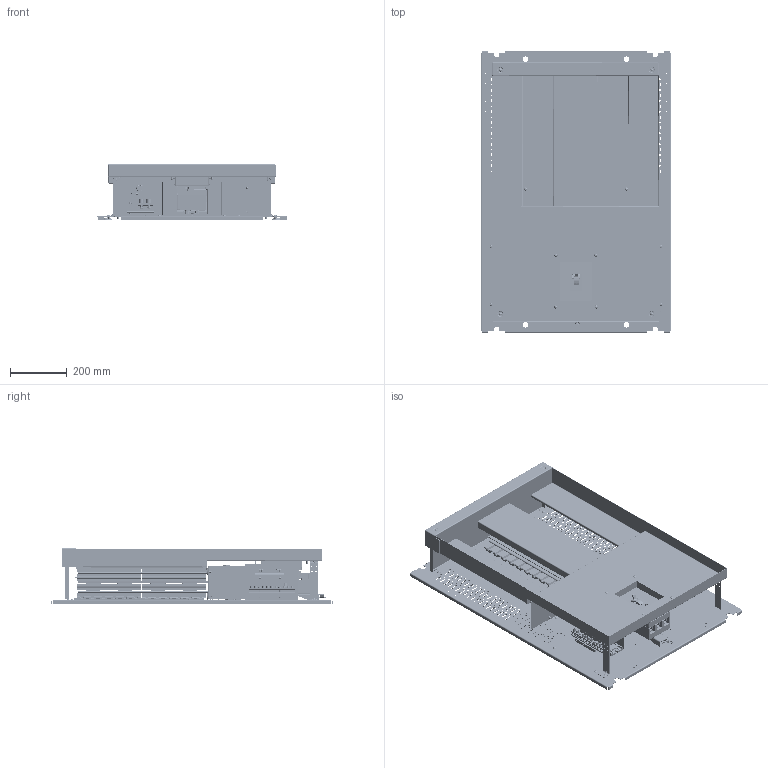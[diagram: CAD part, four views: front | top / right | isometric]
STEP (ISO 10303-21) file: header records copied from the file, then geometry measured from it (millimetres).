
FILE_DESCRIPTION((''),'2;1');
FILE_NAME('HCM18XX2MN-01','2018-01-09T',('SESA441333'),('Schneider-Electric'),'PRO/ENGINEER BY PARAMETRIC TECHNOLOGY CORPORATION, 2015440','PRO/ENGINEER BY PARAMETRIC TECHNOLOGY CORPORATION, 2015440','');
FILE_SCHEMA(('CONFIG_CONTROL_DESIGN'));
Products named in the file (1): HCM18XX2MN-01
Bounding box: 671.8 x 991.05 x 200.03 mm (x, y, z)
Surface area: 5468642.7 mm2 (no closed solid volume)
Topology: 0 solids, 274 shells, 6094 faces, 24511 edges, 18163 vertices
Faces by surface type: plane 3349, cylinder 1974, cone 308, bspline 239, torus 160, sphere 61, extrusion 2, revolution 1
Entity records: 295977 total; most frequent: CARTESIAN_POINT 95655, ORIENTED_EDGE 39143, DIRECTION 39104, EDGE_CURVE 24487, VERTEX_POINT 18163, VECTOR 15533, LINE 15531, AXIS2_PLACEMENT_3D 11785
